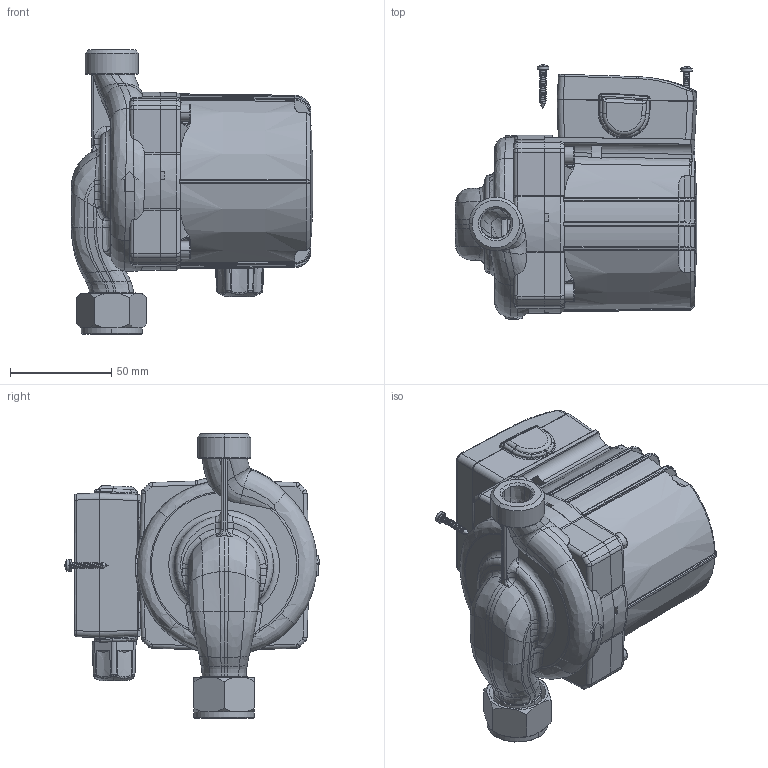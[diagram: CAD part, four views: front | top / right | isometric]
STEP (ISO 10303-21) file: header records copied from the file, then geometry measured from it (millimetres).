
FILE_DESCRIPTION((''),'2;1');
FILE_NAME('10110200064_ASM','2022-04-07T',('wuzhengzheng'),(''),'CREO PARAMETRIC BY PTC INC, 2018360','CREO PARAMETRIC BY PTC INC, 2018360','');
FILE_SCHEMA(('CONFIG_CONTROL_DESIGN'));
Length unit declared in the file: millimetre
Products named in the file (16): 15110100524; 15110200063_ASM; 15110200065; HJM_XPH15-2-130-1-3_U9; 15110200064_ASM; 15110100703; 25034000001; YXLM_XPSM0_09_4-6_U9; KZH_XPH15-2-130_U9_ASM; 30012500004; 30011500127; 15110100102; 15110100098; 30012500024; 15110100047; 10110200064_ASM
Assembly tree (19 placements, depth 3):
  10110200064_ASM
    15110200063_ASM
      15110100524
    15110200064_ASM
      15110200065
      HJM_XPH15-2-130-1-3_U9
    15110100703
    25034000001
    KZH_XPH15-2-130_U9_ASM
      YXLM_XPSM0_09_4-6_U9
    30012500004  x2
    30011500127  x4
    15110100102
    15110100098
    30012500024
    15110100047
Bounding box: 119.44 x 125.76 x 140.5 mm (x, y, z)
Volume: 214760.1 mm3; surface area: 157389.4 mm2
Topology: 16 solids, 16 shells, 2126 faces, 5431 edges, 3369 vertices
Faces by surface type: bspline 629, plane 618, cylinder 503, cone 273, torus 73, sphere 16, extrusion 14
Entity records: 111181 total; most frequent: CARTESIAN_POINT 45496, ORIENTED_EDGE 9952, DIRECTION 7095, PRESENTATION_STYLE_ASSIGNMENT 6119, STYLED_ITEM 6119, CURVE_STYLE 4978, EDGE_CURVE 4976, VERTEX_POINT 3103
